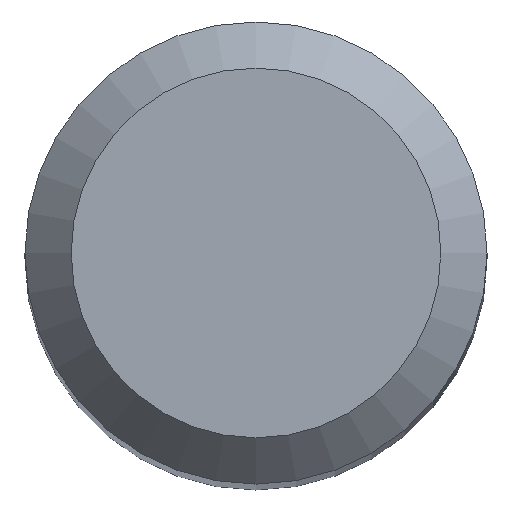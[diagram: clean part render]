
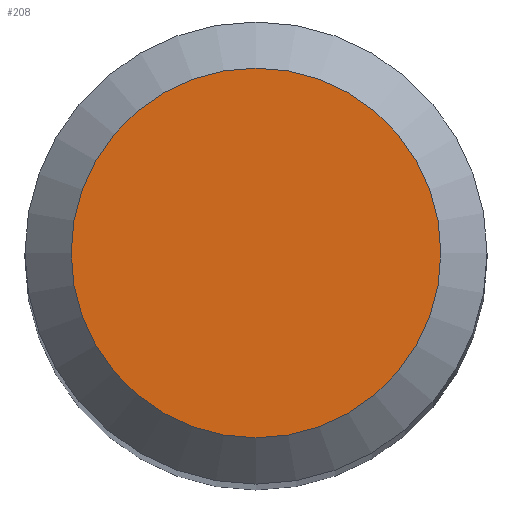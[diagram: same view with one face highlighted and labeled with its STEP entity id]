
A CAD part, top view. The second image highlights one B-rep face of the part: STEP entity #208.
In plain terms, the highlighted planar face has unit normal (0, 0, 1).
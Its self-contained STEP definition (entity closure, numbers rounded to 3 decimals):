
#2 = VERTEX_POINT ( 'NONE', #72 ) ;
#7 = AXIS2_PLACEMENT_3D ( 'NONE', #190, #109, #171 ) ;
#9 = PLANE ( 'NONE',  #80 ) ;
#29 = FACE_OUTER_BOUND ( 'NONE', #83, .T. ) ;
#72 = CARTESIAN_POINT ( 'NONE',  ( 0., 2.4, 60. ) ) ;
#80 = AXIS2_PLACEMENT_3D ( 'NONE', #153, #170, #122 ) ;
#83 = EDGE_LOOP ( 'NONE', ( #184 ) ) ;
#109 = DIRECTION ( 'NONE',  ( 0., 0., -1. ) ) ;
#122 = DIRECTION ( 'NONE',  ( 0., 1., 0. ) ) ;
#149 = CIRCLE ( 'NONE', #7, 2.4 ) ;
#153 = CARTESIAN_POINT ( 'NONE',  ( 0., 0., 60. ) ) ;
#170 = DIRECTION ( 'NONE',  ( 0., 0., -1. ) ) ;
#171 = DIRECTION ( 'NONE',  ( 0., 1., 0. ) ) ;
#184 = ORIENTED_EDGE ( 'NONE', *, *, #211, .F. ) ;
#190 = CARTESIAN_POINT ( 'NONE',  ( 0., 0., 60. ) ) ;
#208 = ADVANCED_FACE ( 'NONE', ( #29 ), #9, .F. ) ;
#211 = EDGE_CURVE ( 'NONE', #2, #2, #149, .T. ) ;
